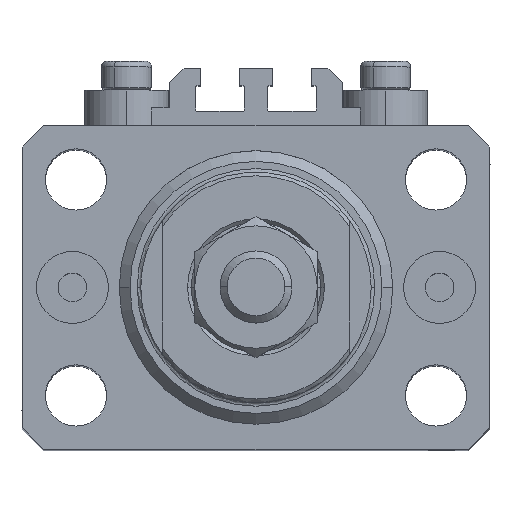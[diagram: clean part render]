
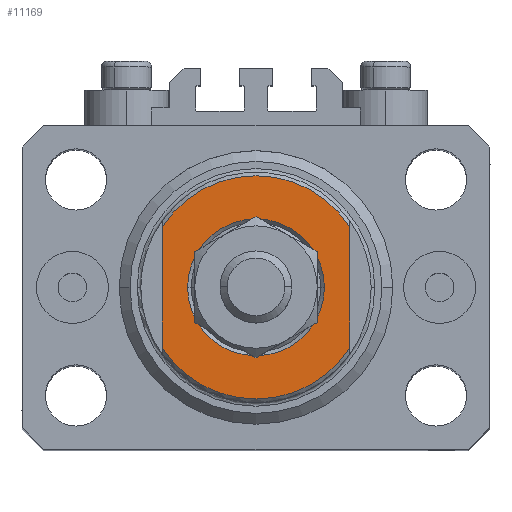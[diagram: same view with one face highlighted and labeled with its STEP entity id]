
A CAD part, top view. The second image highlights one B-rep face of the part: STEP entity #11169.
In plain terms, the highlighted face is planar.
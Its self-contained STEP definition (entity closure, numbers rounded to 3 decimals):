
#85 = CIRCLE ( 'NONE', #48144, 15.5 ) ;
#359 = ORIENTED_EDGE ( 'NONE', *, *, #42868, .T. ) ;
#519 = DIRECTION ( 'NONE',  ( 0., 0., -1. ) ) ;
#679 = DIRECTION ( 'NONE',  ( 0., -1., 0. ) ) ;
#1449 = CARTESIAN_POINT ( 'NONE',  ( 0., 0., -6.5 ) ) ;
#3590 = CARTESIAN_POINT ( 'NONE',  ( -13., 8.441, -6.5 ) ) ;
#4807 = EDGE_CURVE ( 'NONE', #30295, #26227, #85, .T. ) ;
#6429 = DIRECTION ( 'NONE',  ( -1., 0., 0. ) ) ;
#6513 = AXIS2_PLACEMENT_3D ( 'NONE', #42997, #13443, #13685 ) ;
#10195 = CARTESIAN_POINT ( 'NONE',  ( 13., 8.441, -6.5 ) ) ;
#10490 = CARTESIAN_POINT ( 'NONE',  ( -13., -43.081, -6.5 ) ) ;
#11169 = ADVANCED_FACE ( 'NONE', ( #31284, #43576 ), #47051, .T. ) ;
#13443 = DIRECTION ( 'NONE',  ( 0., 0., -1. ) ) ;
#13685 = DIRECTION ( 'NONE',  ( -1., 0., 0. ) ) ;
#15181 = EDGE_CURVE ( 'NONE', #42477, #24771, #38389, .T. ) ;
#15580 = ORIENTED_EDGE ( 'NONE', *, *, #4807, .T. ) ;
#16920 = EDGE_CURVE ( 'NONE', #48021, #26227, #41260, .T. ) ;
#16989 = DIRECTION ( 'NONE',  ( 0., 0., -1. ) ) ;
#18420 = VERTEX_POINT ( 'NONE', #10195 ) ;
#19559 = VECTOR ( 'NONE', #25522, 1000. ) ;
#19865 = ORIENTED_EDGE ( 'NONE', *, *, #41598, .T. ) ;
#21363 = DIRECTION ( 'NONE',  ( 0., 0., 1. ) ) ;
#22422 = EDGE_LOOP ( 'NONE', ( #42956, #19865 ) ) ;
#22462 = EDGE_LOOP ( 'NONE', ( #359, #27978, #15580, #40159 ) ) ;
#22979 = CARTESIAN_POINT ( 'NONE',  ( 0., 0., -6.5 ) ) ;
#24771 = VERTEX_POINT ( 'NONE', #28207 ) ;
#25163 = DIRECTION ( 'NONE',  ( 0., 0., 1. ) ) ;
#25522 = DIRECTION ( 'NONE',  ( 0., -1., 0. ) ) ;
#26227 = VERTEX_POINT ( 'NONE', #32527 ) ;
#27644 = DIRECTION ( 'NONE',  ( -1., 0., 0. ) ) ;
#27978 = ORIENTED_EDGE ( 'NONE', *, *, #36643, .T. ) ;
#28207 = CARTESIAN_POINT ( 'NONE',  ( 9.5, 0., -6.5 ) ) ;
#30295 = VERTEX_POINT ( 'NONE', #35411 ) ;
#31011 = CARTESIAN_POINT ( 'NONE',  ( 13., -43.081, -6.5 ) ) ;
#31284 = FACE_BOUND ( 'NONE', #22422, .T. ) ;
#32403 = CIRCLE ( 'NONE', #32446, 9.5 ) ;
#32446 = AXIS2_PLACEMENT_3D ( 'NONE', #46568, #21363, #36390 ) ;
#32527 = CARTESIAN_POINT ( 'NONE',  ( -13., -8.441, -6.5 ) ) ;
#33671 = CARTESIAN_POINT ( 'NONE',  ( -9.5, 0., -6.5 ) ) ;
#35411 = CARTESIAN_POINT ( 'NONE',  ( 13., -8.441, -6.5 ) ) ;
#36390 = DIRECTION ( 'NONE',  ( -1., 0., 0. ) ) ;
#36409 = CIRCLE ( 'NONE', #6513, 15.5 ) ;
#36643 = EDGE_CURVE ( 'NONE', #18420, #30295, #37906, .T. ) ;
#37906 = LINE ( 'NONE', #31011, #45622 ) ;
#38389 = CIRCLE ( 'NONE', #39183, 9.5 ) ;
#39183 = AXIS2_PLACEMENT_3D ( 'NONE', #43629, #25163, #6429 ) ;
#40159 = ORIENTED_EDGE ( 'NONE', *, *, #16920, .F. ) ;
#41260 = LINE ( 'NONE', #10490, #19559 ) ;
#41598 = EDGE_CURVE ( 'NONE', #24771, #42477, #32403, .T. ) ;
#42477 = VERTEX_POINT ( 'NONE', #33671 ) ;
#42868 = EDGE_CURVE ( 'NONE', #48021, #18420, #36409, .T. ) ;
#42956 = ORIENTED_EDGE ( 'NONE', *, *, #15181, .T. ) ;
#42997 = CARTESIAN_POINT ( 'NONE',  ( 0., 0., -6.5 ) ) ;
#43576 = FACE_OUTER_BOUND ( 'NONE', #22462, .T. ) ;
#43629 = CARTESIAN_POINT ( 'NONE',  ( 0., 0., -6.5 ) ) ;
#45622 = VECTOR ( 'NONE', #679, 1000. ) ;
#46148 = AXIS2_PLACEMENT_3D ( 'NONE', #1449, #16989, #46564 ) ;
#46564 = DIRECTION ( 'NONE',  ( -1., 0., 0. ) ) ;
#46568 = CARTESIAN_POINT ( 'NONE',  ( 0., 0., -6.5 ) ) ;
#47051 = PLANE ( 'NONE',  #46148 ) ;
#48021 = VERTEX_POINT ( 'NONE', #3590 ) ;
#48144 = AXIS2_PLACEMENT_3D ( 'NONE', #22979, #519, #27644 ) ;
